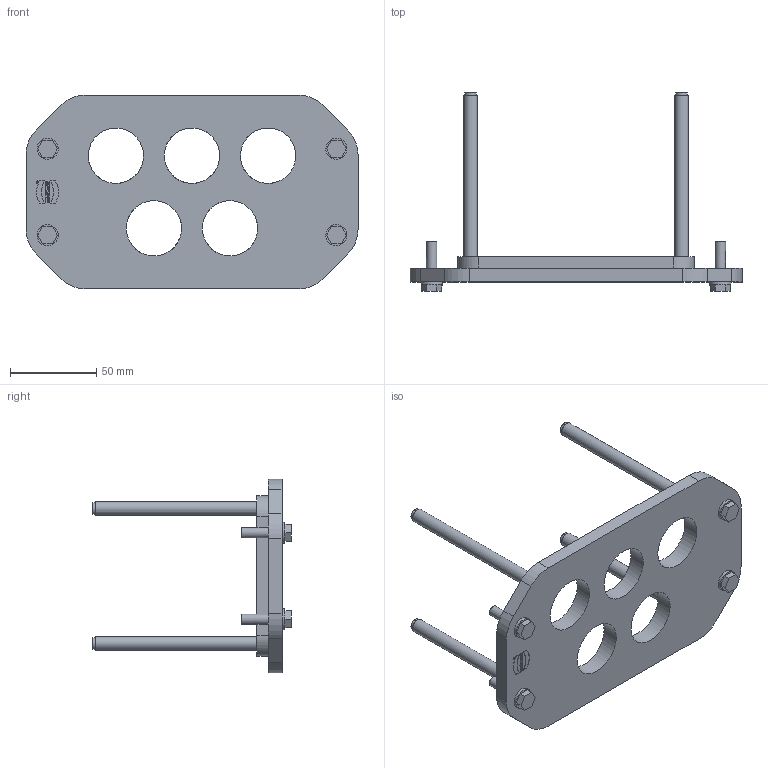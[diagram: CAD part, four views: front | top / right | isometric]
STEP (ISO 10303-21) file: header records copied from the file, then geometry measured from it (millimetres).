
FILE_DESCRIPTION(( 'HARTING HARTING HARTING HARTING HARTING HARTING HARTING HARTING HARTING', 'This Document is valid for Parts No. 19 40 048 9812'),'2;1');
FILE_NAME('MD_19400489812_R413941.stp', '2011-11-22T07:57:21',('ITIS-4b'),('HARTING KGaA, D-32339 Espelkamp'), 'I-DEAS Master Series 10','HP-UNIX','Yes');
FILE_SCHEMA(('AUTOMOTIVE_DESIGN { 1 0 10303 214 1 1 1 1 }'));
Length unit declared in the file: millimetre
Products named in the file (1): MD 19 40 048 9812
Bounding box: 192 x 114.9 x 112 mm (x, y, z)
Volume: 176909.5 mm3; surface area: 58623.2 mm2
Topology: 1 solids, 1 shells, 377 faces, 996 edges, 664 vertices
Faces by surface type: bspline 377
Entity records: 11477 total; most frequent: CARTESIAN_POINT 4889, ORIENTED_EDGE 1992, EDGE_CURVE 996, QUASI_UNIFORM_CURVE 831, VERTEX_POINT 664, EDGE_LOOP 430, OVER_RIDING_STYLED_ITEM 422, FACE_OUTER_BOUND 377
